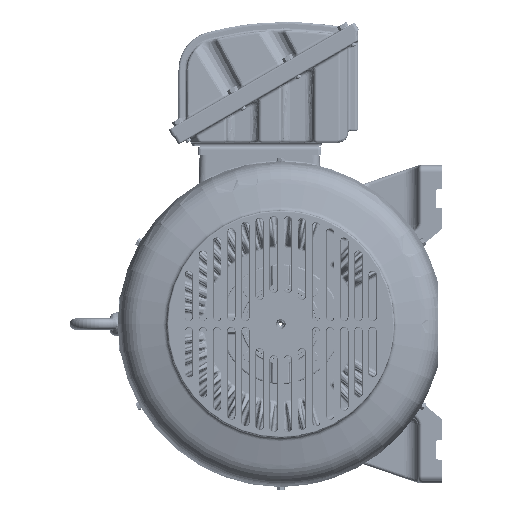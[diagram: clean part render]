
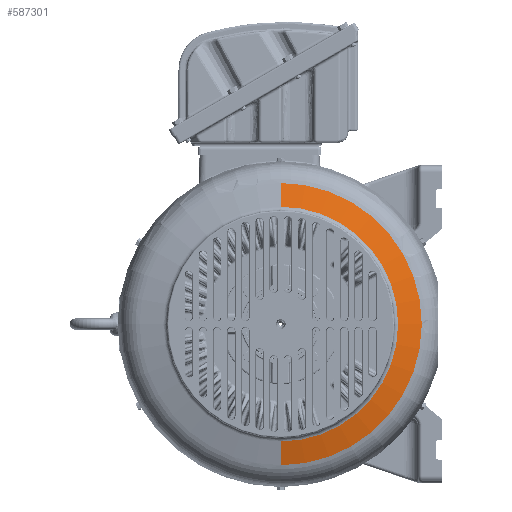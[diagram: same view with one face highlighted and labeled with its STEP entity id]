
A CAD part, left-side view. The second image highlights one B-rep face of the part: STEP entity #587301.
In plain terms, the highlighted conical face has half-angle 75 degrees and reference radius 199.772 mm.
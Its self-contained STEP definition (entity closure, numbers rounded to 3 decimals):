
#584798=CARTESIAN_POINT('Vertex',(-377.849,0.,-199.772)) ;
#584810=CARTESIAN_POINT('Vertex',(-377.849,0.,199.772)) ;
#584813=CARTESIAN_POINT('Axis2P3D Location',(-377.849,0.,0.)) ;
#587271=CARTESIAN_POINT('Axis2P3D Location',(-377.849,0.,0.)) ;
#587276=CARTESIAN_POINT('Line Origine',(129004.91,0.,483062.799)) ;
#587280=CARTESIAN_POINT('Vertex',(-386.847,0.,166.188)) ;
#587283=CARTESIAN_POINT('Axis2P3D Location',(-386.847,0.,0.)) ;
#587287=CARTESIAN_POINT('Vertex',(-386.847,0.,-166.188)) ;
#587290=CARTESIAN_POINT('Line Origine',(129004.91,0.,-483062.799)) ;
#584814=DIRECTION('Axis2P3D Direction',(-1.,0.,0.)) ;
#587272=DIRECTION('Axis2P3D Direction',(1.,0.,0.)) ;
#587273=DIRECTION('Axis2P3D XDirection',(0.,0.,1.)) ;
#587277=DIRECTION('Vector Direction',(0.259,0.,0.966)) ;
#587284=DIRECTION('Axis2P3D Direction',(1.,-0.,0.)) ;
#587291=DIRECTION('Vector Direction',(0.259,0.,-0.966)) ;
#584815=AXIS2_PLACEMENT_3D('Circle Axis2P3D',#584813,#584814,$) ;
#587274=AXIS2_PLACEMENT_3D('Cone Axis2P3D',#587271,#587272,#587273) ;
#587285=AXIS2_PLACEMENT_3D('Circle Axis2P3D',#587283,#587284,$) ;
#587296=ORIENTED_EDGE('',*,*,#587282,.F.) ;
#587297=ORIENTED_EDGE('',*,*,#587289,.F.) ;
#587298=ORIENTED_EDGE('',*,*,#587294,.T.) ;
#587299=ORIENTED_EDGE('',*,*,#584817,.T.) ;
#587278=VECTOR('Line Direction',#587277,1.) ;
#587292=VECTOR('Line Direction',#587291,1.) ;
#587301=ADVANCED_FACE('\X2\51434EF6672C9AD4\X0\',(#587300),#587275,.T.) ;
#584816=CIRCLE('generated circle',#584815,199.772) ;
#587286=CIRCLE('generated circle',#587285,166.188) ;
#587275=CONICAL_SURFACE('Cone',#587274,199.772,1.309) ;
#584817=EDGE_CURVE('',#584799,#584811,#584816,.T.) ;
#587282=EDGE_CURVE('',#587281,#584811,#587279,.T.) ;
#587289=EDGE_CURVE('',#587288,#587281,#587286,.F.) ;
#587294=EDGE_CURVE('',#587288,#584799,#587293,.T.) ;
#587295=EDGE_LOOP('',(#587296,#587297,#587298,#587299)) ;
#587300=FACE_OUTER_BOUND('',#587295,.T.) ;
#587279=LINE('Line',#587276,#587278) ;
#587293=LINE('Line',#587290,#587292) ;
#584799=VERTEX_POINT('',#584798) ;
#584811=VERTEX_POINT('',#584810) ;
#587281=VERTEX_POINT('',#587280) ;
#587288=VERTEX_POINT('',#587287) ;
